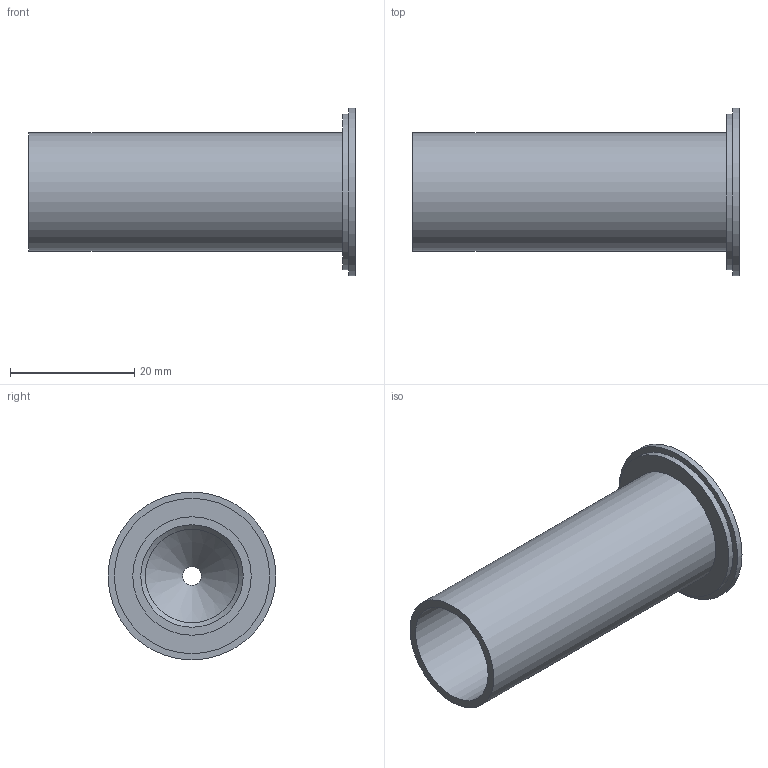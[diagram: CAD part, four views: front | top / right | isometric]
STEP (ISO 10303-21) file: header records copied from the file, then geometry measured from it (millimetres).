
FILE_DESCRIPTION(/* description */ ('','CAx-IF Rec.Pracs.---Representation and Presentation of Product Manufacturing Information (PMI)---4.0---2014-10-13'),/* implementation_level */ '2;1');
FILE_NAME(/* name */ '102503.stp',/* time_stamp */ '2025-05-12T15:12:07+09:00',/* author */ ('eos'),/* organization */ (''),/* preprocessor_version */ 'ST-DEVELOPER v20',/* originating_system */ 'Autodesk Inventor 2025',/* authorisation */ '');
FILE_SCHEMA (('AP242_MANAGED_MODEL_BASED_3D_ENGINEERING_MIM_LF { 1 0 10303 442 1 1 4 }'));
Length unit declared in the file: millimetre
Products named in the file (1): LO-HK19.05-3.175
Bounding box: 52.5 x 27 x 27 mm (x, y, z)
Volume: 8964.2 mm3; surface area: 6023.3 mm2
Topology: 1 solids, 1 shells, 12 faces, 21 edges, 13 vertices
Faces by surface type: cylinder 6, plane 4, cone 2
Full cylindrical faces by diameter (mm): 3 x1, 15 x1, 16.5 x1, 19.05 x1, 25 x1, 27 x1
Entity records: 536 total; most frequent: CARTESIAN_POINT 93, DIRECTION 92, ORIENTED_EDGE 42, AXIS2_PLACEMENT_3D 42, STYLED_ITEM 26, EDGE_CURVE 21, EDGE_LOOP 16, CIRCLE 16
